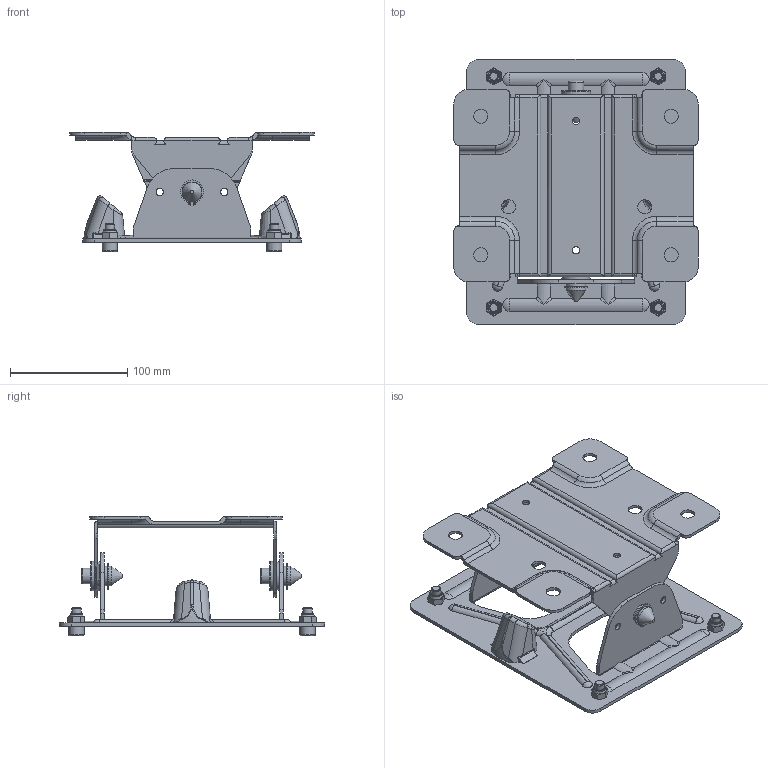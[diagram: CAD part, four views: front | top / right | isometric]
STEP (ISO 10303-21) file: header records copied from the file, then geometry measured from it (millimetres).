
FILE_DESCRIPTION(/* description */ ('Unknown'),/* implementation_level */ '2;1');
FILE_NAME(/* name */ '430-06',/* time_stamp */ '2022-06-27T07:59:22+02:00',/* author */ ('Unknown'),/* organization */ ('Unknown'),/* preprocessor_version */ 'ST-DEVELOPER v18.102',/* originating_system */ 'Solid Edge',/* authorisation */ 'Unknown');
FILE_SCHEMA (('AUTOMOTIVE_DESIGN {1 0 10303 214 3 1 1}'));
Products named in the file (1): 430-06
Bounding box: 208 x 225.7 x 102 mm (x, y, z)
Volume: 279608 mm3; surface area: 207566.6 mm2
Topology: 3 solids, 15 shells, 1912 faces, 4913 edges, 2872 vertices
Faces by surface type: cylinder 620, plane 456, torus 320, cone 226, bspline 206, sphere 84
Full cylindrical faces by diameter (mm): 1 x4, 3 x32, 5.2 x4, 6.3 x8, 6.647 x2, 8 x10, 8.2 x4, 8.25 x2, 8.5 x4, 12 x6, 12.25 x2, 12.3 x2, 13 x8, 15.7 x2, 16.75 x4, 17 x2, 24 x2, 25 x2
Entity records: 71723 total; most frequent: CARTESIAN_POINT 32761, ORIENTED_EDGE 8684, DIRECTION 6980, EDGE_CURVE 4342, AXIS2_PLACEMENT_3D 2785, VERTEX_POINT 2696, FACE_BOUND 2102, EDGE_LOOP 2096
